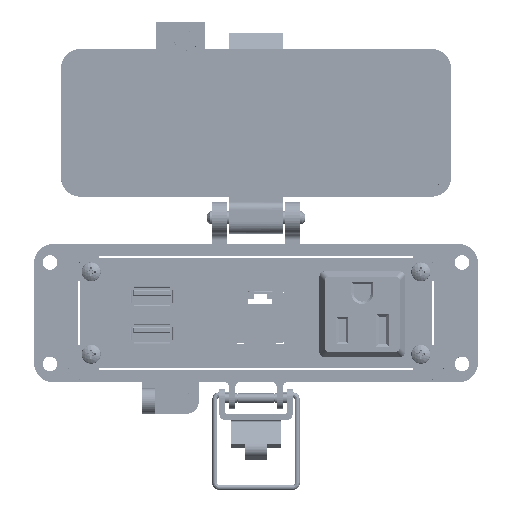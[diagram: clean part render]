
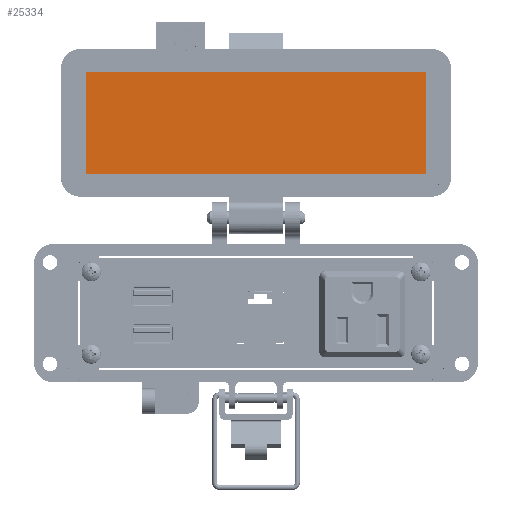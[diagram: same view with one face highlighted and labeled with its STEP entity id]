
A CAD part, top view. The second image highlights one B-rep face of the part: STEP entity #25334.
In plain terms, the highlighted planar face has unit normal (0, 0, 1).
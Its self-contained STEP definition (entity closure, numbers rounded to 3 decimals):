
#2295 = VECTOR ( 'NONE', #30258, 1000. ) ;
#3295 = DIRECTION ( 'NONE',  ( 0., -1., 0. ) ) ;
#5256 = ORIENTED_EDGE ( 'NONE', *, *, #99282, .F. ) ;
#8299 = VERTEX_POINT ( 'NONE', #38305 ) ;
#16917 = LINE ( 'NONE', #84358, #58974 ) ;
#19889 = PLANE ( 'NONE',  #73134 ) ;
#22279 = CARTESIAN_POINT ( 'NONE',  ( 42., 51.154, -25.55 ) ) ;
#25334 = ADVANCED_FACE ( 'NONE', ( #46176 ), #19889, .T. ) ;
#27320 = CARTESIAN_POINT ( 'NONE',  ( -53.75, 67.154, -25.55 ) ) ;
#28124 = CARTESIAN_POINT ( 'NONE',  ( -53.75, 51.154, -25.55 ) ) ;
#30258 = DIRECTION ( 'NONE',  ( -1., 0., 0. ) ) ;
#33200 = ORIENTED_EDGE ( 'NONE', *, *, #78391, .F. ) ;
#34606 = DIRECTION ( 'NONE',  ( 0., 1., 0. ) ) ;
#37086 = DIRECTION ( 'NONE',  ( 1., 0., 0. ) ) ;
#37633 = VERTEX_POINT ( 'NONE', #28124 ) ;
#38305 = CARTESIAN_POINT ( 'NONE',  ( -53.75, 83.154, -25.55 ) ) ;
#43839 = DIRECTION ( 'NONE',  ( 0., 0., 1. ) ) ;
#46176 = FACE_OUTER_BOUND ( 'NONE', #64128, .T. ) ;
#46511 = LINE ( 'NONE', #58571, #86012 ) ;
#56071 = EDGE_CURVE ( 'NONE', #59102, #97715, #46511, .T. ) ;
#58463 = LINE ( 'NONE', #27320, #97981 ) ;
#58571 = CARTESIAN_POINT ( 'NONE',  ( 53.75, 67.154, -25.55 ) ) ;
#58974 = VECTOR ( 'NONE', #37086, 1000. ) ;
#59102 = VERTEX_POINT ( 'NONE', #81254 ) ;
#63891 = LINE ( 'NONE', #22279, #2295 ) ;
#64128 = EDGE_LOOP ( 'NONE', ( #100472, #33200, #5256, #97759 ) ) ;
#66672 = EDGE_CURVE ( 'NONE', #8299, #59102, #16917, .T. ) ;
#73134 = AXIS2_PLACEMENT_3D ( 'NONE', #99044, #43839, #83129 ) ;
#78391 = EDGE_CURVE ( 'NONE', #37633, #8299, #58463, .T. ) ;
#81254 = CARTESIAN_POINT ( 'NONE',  ( 53.75, 83.154, -25.55 ) ) ;
#83129 = DIRECTION ( 'NONE',  ( 0., -1., 0. ) ) ;
#84358 = CARTESIAN_POINT ( 'NONE',  ( -8.5, 83.154, -25.55 ) ) ;
#86012 = VECTOR ( 'NONE', #3295, 1000. ) ;
#90596 = CARTESIAN_POINT ( 'NONE',  ( 53.75, 51.154, -25.55 ) ) ;
#97715 = VERTEX_POINT ( 'NONE', #90596 ) ;
#97759 = ORIENTED_EDGE ( 'NONE', *, *, #56071, .F. ) ;
#97981 = VECTOR ( 'NONE', #34606, 1000. ) ;
#99044 = CARTESIAN_POINT ( 'NONE',  ( -8.5, 67.154, -25.55 ) ) ;
#99282 = EDGE_CURVE ( 'NONE', #97715, #37633, #63891, .T. ) ;
#100472 = ORIENTED_EDGE ( 'NONE', *, *, #66672, .F. ) ;
